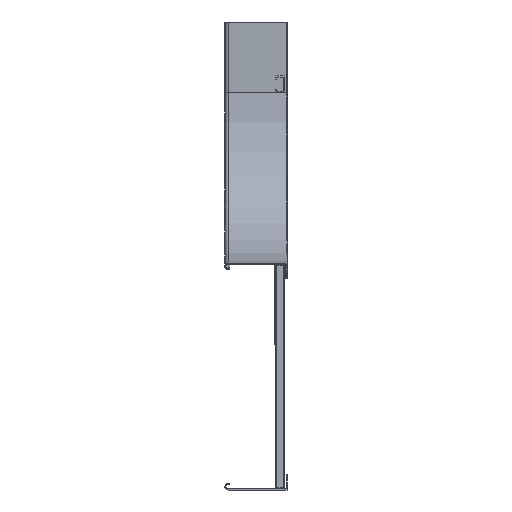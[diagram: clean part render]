
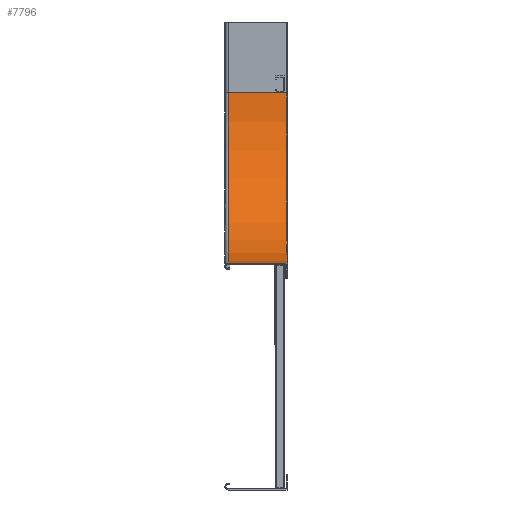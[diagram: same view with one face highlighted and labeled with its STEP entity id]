
A CAD part, left-side view. The second image highlights one B-rep face of the part: STEP entity #7796.
In plain terms, the highlighted cylindrical face has radius 300 mm (diameter 600 mm), a partial arc.
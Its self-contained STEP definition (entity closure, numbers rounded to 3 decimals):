
#204 = ORIENTED_EDGE ( 'NONE', *, *, #1336, .F. ) ;
#244 = CARTESIAN_POINT ( 'NONE',  ( 0., 0., -125. ) ) ;
#319 = CARTESIAN_POINT ( 'NONE',  ( 300., 0., -425. ) ) ;
#482 = DIRECTION ( 'NONE',  ( -1., 0., 0. ) ) ;
#513 = EDGE_CURVE ( 'NONE', #5026, #6797, #8081, .T. ) ;
#697 = VERTEX_POINT ( 'NONE', #4153 ) ;
#1058 = CARTESIAN_POINT ( 'NONE',  ( 300., 0., -125. ) ) ;
#1133 = CARTESIAN_POINT ( 'NONE',  ( 300., 104., -125. ) ) ;
#1313 = VECTOR ( 'NONE', #4026, 1000. ) ;
#1336 = EDGE_CURVE ( 'NONE', #697, #5026, #2984, .T. ) ;
#1724 = FACE_OUTER_BOUND ( 'NONE', #2920, .T. ) ;
#2150 = VERTEX_POINT ( 'NONE', #319 ) ;
#2661 = CARTESIAN_POINT ( 'NONE',  ( 300., 0., -425. ) ) ;
#2676 = CARTESIAN_POINT ( 'NONE',  ( 300., 0., -125. ) ) ;
#2920 = EDGE_LOOP ( 'NONE', ( #4618, #204, #8076, #4575 ) ) ;
#2973 = CARTESIAN_POINT ( 'NONE',  ( 0., 104., -125. ) ) ;
#2984 = LINE ( 'NONE', #244, #1313 ) ;
#3198 = CYLINDRICAL_SURFACE ( 'NONE', #4069, 300. ) ;
#3241 = EDGE_CURVE ( 'NONE', #2150, #6797, #5307, .T. ) ;
#3312 = DIRECTION ( 'NONE',  ( 0., 0., 1. ) ) ;
#3598 = DIRECTION ( 'NONE',  ( 0., 0., -1. ) ) ;
#3774 = EDGE_CURVE ( 'NONE', #697, #2150, #6580, .T. ) ;
#4008 = AXIS2_PLACEMENT_3D ( 'NONE', #1133, #4257, #482 ) ;
#4026 = DIRECTION ( 'NONE',  ( 0., 1., 0. ) ) ;
#4069 = AXIS2_PLACEMENT_3D ( 'NONE', #1058, #7365, #3598 ) ;
#4153 = CARTESIAN_POINT ( 'NONE',  ( 0., 0., -125. ) ) ;
#4257 = DIRECTION ( 'NONE',  ( 0., -1., 0. ) ) ;
#4575 = ORIENTED_EDGE ( 'NONE', *, *, #3241, .T. ) ;
#4618 = ORIENTED_EDGE ( 'NONE', *, *, #513, .F. ) ;
#5026 = VERTEX_POINT ( 'NONE', #2973 ) ;
#5119 = VECTOR ( 'NONE', #6406, 1000. ) ;
#5307 = LINE ( 'NONE', #2661, #5119 ) ;
#6406 = DIRECTION ( 'NONE',  ( 0., 1., 0. ) ) ;
#6580 = CIRCLE ( 'NONE', #6798, 300. ) ;
#6797 = VERTEX_POINT ( 'NONE', #7463 ) ;
#6798 = AXIS2_PLACEMENT_3D ( 'NONE', #2676, #7057, #3312 ) ;
#7057 = DIRECTION ( 'NONE',  ( 0., -1., 0. ) ) ;
#7365 = DIRECTION ( 'NONE',  ( 0., -1., 0. ) ) ;
#7463 = CARTESIAN_POINT ( 'NONE',  ( 300., 104., -425. ) ) ;
#7796 = ADVANCED_FACE ( 'NONE', ( #1724 ), #3198, .F. ) ;
#8076 = ORIENTED_EDGE ( 'NONE', *, *, #3774, .T. ) ;
#8081 = CIRCLE ( 'NONE', #4008, 300. ) ;
